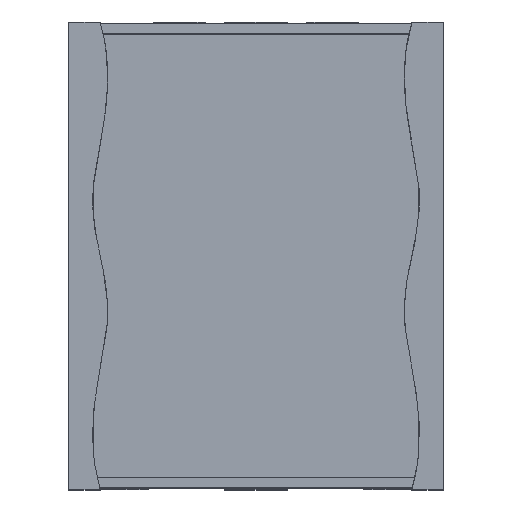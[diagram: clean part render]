
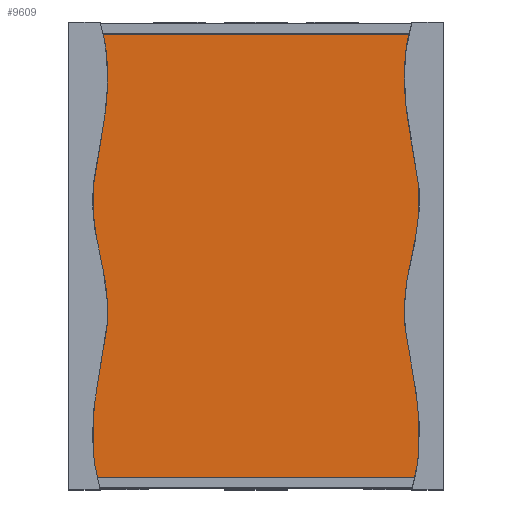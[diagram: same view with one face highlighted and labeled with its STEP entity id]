
A CAD part, top view. The second image highlights one B-rep face of the part: STEP entity #9609.
In plain terms, the highlighted planar face has unit normal (0, 0, 1).
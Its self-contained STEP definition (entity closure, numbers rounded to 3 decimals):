
#580=PLANE('',#10204);
#1000=FACE_OUTER_BOUND('',#1536,.T.);
#1536=EDGE_LOOP('',(#7348,#7349,#7350,#7351));
#2323=LINE('',#14531,#3472);
#2324=LINE('',#14533,#3473);
#2325=LINE('',#14535,#3474);
#2326=LINE('',#14536,#3475);
#3472=VECTOR('',#11462,10.);
#3473=VECTOR('',#11463,10.);
#3474=VECTOR('',#11464,10.);
#3475=VECTOR('',#11465,10.);
#4586=VERTEX_POINT('',#14529);
#4587=VERTEX_POINT('',#14530);
#4588=VERTEX_POINT('',#14532);
#4589=VERTEX_POINT('',#14534);
#5619=EDGE_CURVE('',#4586,#4587,#2323,.T.);
#5620=EDGE_CURVE('',#4586,#4588,#2324,.F.);
#5621=EDGE_CURVE('',#4589,#4588,#2325,.T.);
#5622=EDGE_CURVE('',#4589,#4587,#2326,.T.);
#7348=ORIENTED_EDGE('',*,*,#5619,.F.);
#7349=ORIENTED_EDGE('',*,*,#5620,.T.);
#7350=ORIENTED_EDGE('',*,*,#5621,.F.);
#7351=ORIENTED_EDGE('',*,*,#5622,.T.);
#9609=ADVANCED_FACE('',(#1000),#580,.F.);
#10204=AXIS2_PLACEMENT_3D('',#14528,#11460,#11461);
#11460=DIRECTION('center_axis',(0.,0.,-1.));
#11461=DIRECTION('ref_axis',(-1.,0.,0.));
#11462=DIRECTION('',(0.,-1.,0.));
#11463=DIRECTION('',(1.,0.,0.));
#11464=DIRECTION('',(0.,1.,0.));
#11465=DIRECTION('',(1.,0.,0.));
#14528=CARTESIAN_POINT('Origin',(261.,0.,54.5));
#14529=CARTESIAN_POINT('',(261.,356.,54.5));
#14530=CARTESIAN_POINT('',(261.,-356.,54.5));
#14531=CARTESIAN_POINT('',(261.,0.,54.5));
#14532=CARTESIAN_POINT('',(-261.,356.,54.5));
#14533=CARTESIAN_POINT('',(130.5,356.,54.5));
#14534=CARTESIAN_POINT('',(-261.,-356.,54.5));
#14535=CARTESIAN_POINT('',(-261.,0.,54.5));
#14536=CARTESIAN_POINT('',(130.5,-356.,54.5));
